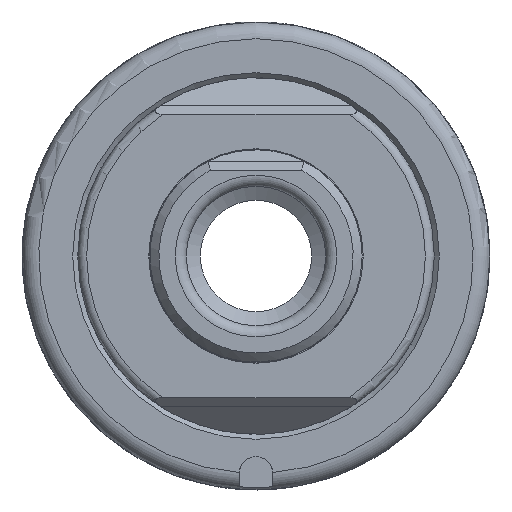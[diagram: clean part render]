
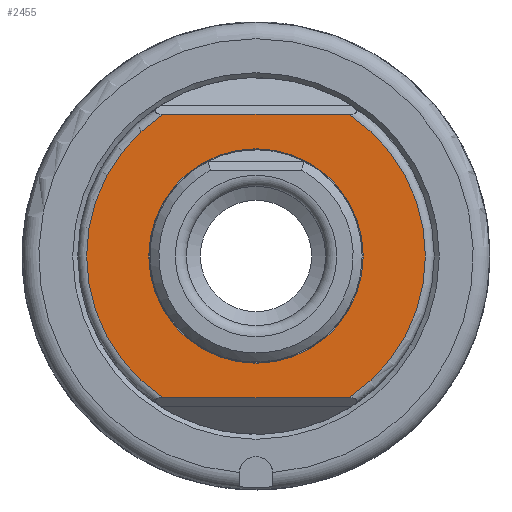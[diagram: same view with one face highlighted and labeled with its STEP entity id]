
A CAD part, left-side view. The second image highlights one B-rep face of the part: STEP entity #2455.
In plain terms, the highlighted planar face has unit normal (-1, 0, 0).
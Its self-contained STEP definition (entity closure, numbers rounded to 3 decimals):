
#243=FACE_BOUND('',#486,.T.);
#250=PLANE('',#2684);
#334=FACE_OUTER_BOUND('',#485,.T.);
#485=EDGE_LOOP('',(#1693,#1694,#1695,#1696));
#486=EDGE_LOOP('',(#1697));
#637=LINE('',#3418,#788);
#639=LINE('',#3441,#790);
#788=VECTOR('',#2896,10.);
#790=VECTOR('',#2902,10.);
#946=CIRCLE('',#2685,15.2);
#947=CIRCLE('',#2686,15.2);
#948=CIRCLE('',#2687,9.625);
#1030=VERTEX_POINT('',#3400);
#1031=VERTEX_POINT('',#3417);
#1033=VERTEX_POINT('',#3438);
#1034=VERTEX_POINT('',#3440);
#1035=VERTEX_POINT('',#3443);
#1283=EDGE_CURVE('',#1030,#1031,#637,.T.);
#1286=EDGE_CURVE('',#1033,#1030,#946,.T.);
#1287=EDGE_CURVE('',#1034,#1033,#639,.T.);
#1288=EDGE_CURVE('',#1031,#1034,#947,.T.);
#1289=EDGE_CURVE('',#1035,#1035,#948,.T.);
#1693=ORIENTED_EDGE('',*,*,#1283,.F.);
#1694=ORIENTED_EDGE('',*,*,#1286,.F.);
#1695=ORIENTED_EDGE('',*,*,#1287,.F.);
#1696=ORIENTED_EDGE('',*,*,#1288,.F.);
#1697=ORIENTED_EDGE('',*,*,#1289,.F.);
#2455=ADVANCED_FACE('',(#334,#243),#250,.T.);
#2684=AXIS2_PLACEMENT_3D('',#3437,#2898,#2899);
#2685=AXIS2_PLACEMENT_3D('',#3439,#2900,#2901);
#2686=AXIS2_PLACEMENT_3D('',#3442,#2903,#2904);
#2687=AXIS2_PLACEMENT_3D('',#3444,#2905,#2906);
#2896=DIRECTION('',(0.,1.,0.));
#2898=DIRECTION('center_axis',(-1.,0.,0.));
#2899=DIRECTION('ref_axis',(0.,0.,1.));
#2900=DIRECTION('center_axis',(1.,0.,0.));
#2901=DIRECTION('ref_axis',(0.,0.,
1.));
#2902=DIRECTION('',(0.,-1.,0.));
#2903=DIRECTION('center_axis',(1.,0.,0.));
#2904=DIRECTION('ref_axis',(0.,0.,
1.));
#2905=DIRECTION('center_axis',(-1.,0.,0.));
#2906=DIRECTION('ref_axis',(0.,-1.,0.));
#3400=CARTESIAN_POINT('',(74.93,-8.352,-12.7));
#3417=CARTESIAN_POINT('',(74.93,8.352,-12.7));
#3418=CARTESIAN_POINT('',(74.93,4.613,-12.7));
#3437=CARTESIAN_POINT('Origin',(74.93,9.225,0.));
#3438=CARTESIAN_POINT('',(74.93,-8.352,12.7));
#3439=CARTESIAN_POINT('Origin',(74.93,0.,0.));
#3440=CARTESIAN_POINT('',(74.93,8.352,12.7));
#3441=CARTESIAN_POINT('',(74.93,4.613,12.7));
#3442=CARTESIAN_POINT('Origin',(74.93,0.,0.));
#3443=CARTESIAN_POINT('',(74.93,0.,-9.625));
#3444=CARTESIAN_POINT('Origin',(74.93,0.,0.));
